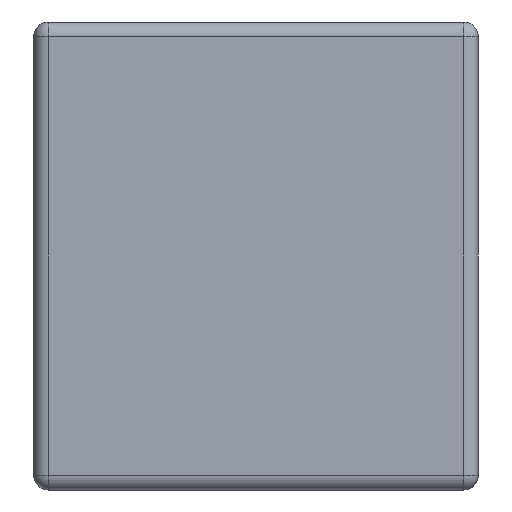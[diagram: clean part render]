
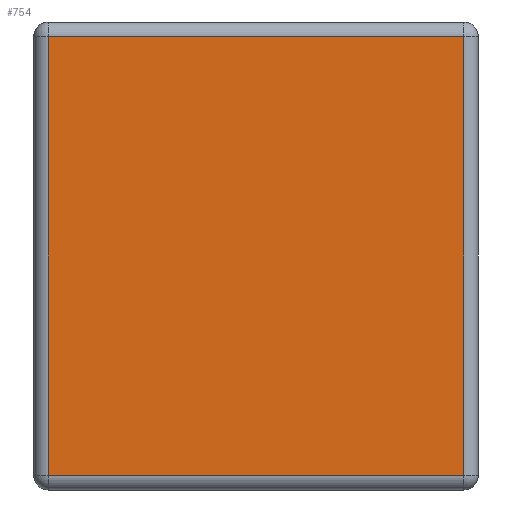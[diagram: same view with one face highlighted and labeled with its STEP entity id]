
A CAD part, left-side view. The second image highlights one B-rep face of the part: STEP entity #754.
In plain terms, the highlighted planar face has unit normal (-1, 0, 0).
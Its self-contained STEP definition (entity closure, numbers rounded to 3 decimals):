
#44 = DIRECTION ( 'NONE',  ( 0., 0., 1. ) ) ;
#45 = VECTOR ( 'NONE', #44, 1000. ) ;
#46 = CARTESIAN_POINT ( 'NONE',  ( -1.6, 0.05, 0.8 ) ) ;
#47 = LINE ( 'NONE', #46, #45 ) ;
#49 = CARTESIAN_POINT ( 'NONE',  ( -1.6, 0.05, -0.75 ) ) ;
#50 = DIRECTION ( 'NONE',  ( 0., -1., 0. ) ) ;
#51 = VECTOR ( 'NONE', #50, 1000. ) ;
#52 = CARTESIAN_POINT ( 'NONE',  ( -1.6, 1.52, -0.75 ) ) ;
#53 = LINE ( 'NONE', #52, #51 ) ;
#83 = DIRECTION ( 'NONE',  ( 0., 0., -1. ) ) ;
#84 = DIRECTION ( 'NONE',  ( 1., 0., 0. ) ) ;
#85 = CARTESIAN_POINT ( 'NONE',  ( -1.6, 1.52, 0.8 ) ) ;
#86 = AXIS2_PLACEMENT_3D ( 'NONE', #85, #84, #83 ) ;
#87 = PLANE ( 'NONE',  #86 ) ;
#102 = FACE_OUTER_BOUND ( 'NONE', #755, .T. ) ;
#128 = CARTESIAN_POINT ( 'NONE',  ( -1.6, 1.47, -0.75 ) ) ;
#129 = DIRECTION ( 'NONE',  ( 0., 0., -1. ) ) ;
#130 = VECTOR ( 'NONE', #129, 1000. ) ;
#131 = CARTESIAN_POINT ( 'NONE',  ( -1.6, 1.47, 0.8 ) ) ;
#132 = LINE ( 'NONE', #131, #130 ) ;
#133 = CARTESIAN_POINT ( 'NONE',  ( -1.6, 1.47, 0.75 ) ) ;
#134 = CARTESIAN_POINT ( 'NONE',  ( -1.6, 0.05, 0.75 ) ) ;
#135 = DIRECTION ( 'NONE',  ( 0., 1., 0. ) ) ;
#136 = VECTOR ( 'NONE', #135, 1000. ) ;
#137 = CARTESIAN_POINT ( 'NONE',  ( -1.6, 1.52, 0.75 ) ) ;
#138 = LINE ( 'NONE', #137, #136 ) ;
#736 = ORIENTED_EDGE ( 'NONE', *, *, #737, .T. ) ;
#737 = EDGE_CURVE ( 'NONE', #762, #738, #53, .T. ) ;
#738 = VERTEX_POINT ( 'NONE', #49 ) ;
#739 = ORIENTED_EDGE ( 'NONE', *, *, #740, .T. ) ;
#740 = EDGE_CURVE ( 'NONE', #738, #758, #47, .T. ) ;
#754 = ADVANCED_FACE ( 'NONE', ( #102 ), #87, .F. ) ;
#755 = EDGE_LOOP ( 'NONE', ( #756, #760, #736, #739 ) ) ;
#756 = ORIENTED_EDGE ( 'NONE', *, *, #757, .T. ) ;
#757 = EDGE_CURVE ( 'NONE', #758, #759, #138, .T. ) ;
#758 = VERTEX_POINT ( 'NONE', #134 ) ;
#759 = VERTEX_POINT ( 'NONE', #133 ) ;
#760 = ORIENTED_EDGE ( 'NONE', *, *, #761, .T. ) ;
#761 = EDGE_CURVE ( 'NONE', #759, #762, #132, .T. ) ;
#762 = VERTEX_POINT ( 'NONE', #128 ) ;
